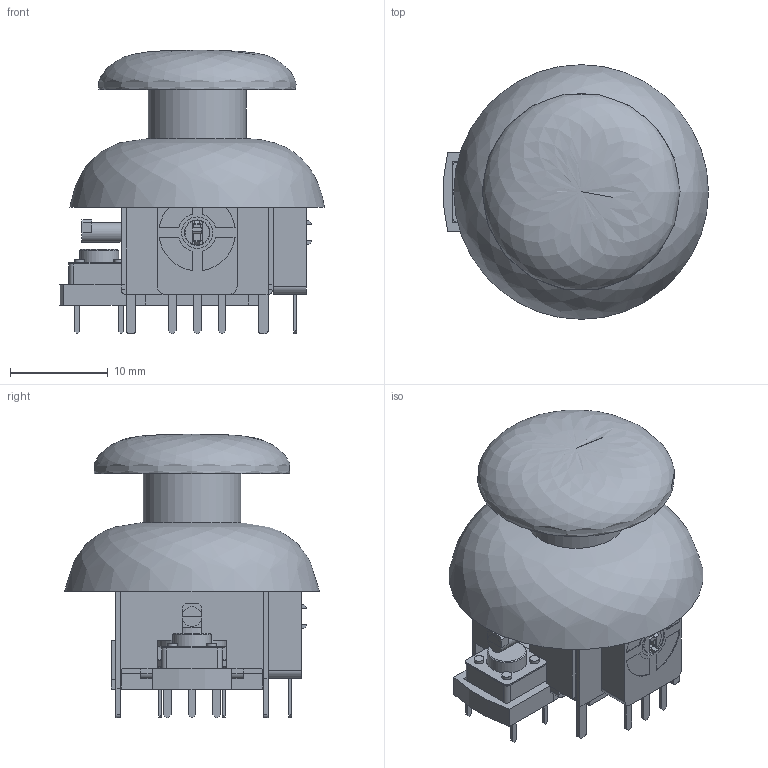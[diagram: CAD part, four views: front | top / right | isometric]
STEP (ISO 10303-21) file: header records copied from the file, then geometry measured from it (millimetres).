
FILE_DESCRIPTION(('FreeCAD Model'),'2;1');
FILE_NAME('Pot_1_K_sp.step', '2020-07-30T20:48:29',('kicad StepUp'),('ksu MCAD'), 'Open CASCADE STEP processor 7.3','FreeCAD','Unknown');
FILE_SCHEMA(('AUTOMOTIVE_DESIGN { 1 0 10303 214 1 1 1 1 }'));
Length unit declared in the file: millimetre
Products named in the file (1): Pot_1_K_sp
Bounding box: 27.05 x 26 x 28.92 mm (x, y, z)
Volume: 4095.7 mm3; surface area: 7027.9 mm2
Topology: 24 solids, 24 shells, 762 faces, 1923 edges, 1241 vertices
Faces by surface type: plane 572, cylinder 178, cone 9, revolution 3
Full cylindrical faces by diameter (mm): 1 x8, 1.5 x1, 1.6 x1, 1.9 x2, 2 x7, 2.49 x2, 2.6 x2, 3.2 x4, 3.99 x1, 4.15 x1, 4.5 x1, 5.2 x1, 6 x3, 7 x1, 8 x1, 10 x1, 11.5 x1
Entity records: 28230 total; most frequent: CARTESIAN_POINT 4175, ORIENTED_EDGE 3844, DIRECTION 3809, EDGE_CURVE 1922, LINE 1536, VECTOR 1536, VERTEX_POINT 1241, AXIS2_PLACEMENT_3D 1135
